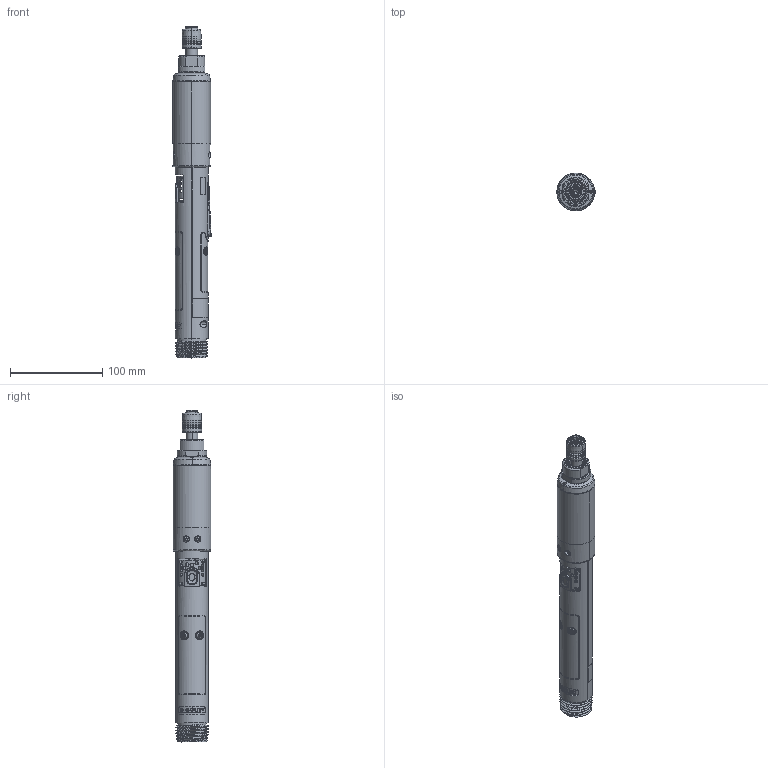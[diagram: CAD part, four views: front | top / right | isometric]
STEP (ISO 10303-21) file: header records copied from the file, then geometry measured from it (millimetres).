
FILE_DESCRIPTION((''),'2;1');
FILE_NAME('EB12LP-4','2017-07-25T',('KMO1124'),(''),'PRO/ENGINEER BY PARAMETRIC TECHNOLOGY CORPORATION, 2010430','PRO/ENGINEER BY PARAMETRIC TECHNOLOGY CORPORATION, 2010430','');
FILE_SCHEMA(('CONFIG_CONTROL_DESIGN'));
Products named in the file (1): EB12LP-4
Bounding box: 41.44 x 40.77 x 359.32 mm (x, y, z)
Surface area: 100810.1 mm2 (no closed solid volume)
Topology: 0 solids, 125 shells, 2434 faces, 8729 edges, 6179 vertices
Faces by surface type: cylinder 804, plane 776, bspline 458, cone 187, torus 122, extrusion 44, sphere 43
Entity records: 141142 total; most frequent: CARTESIAN_POINT 76386, ORIENTED_EDGE 13459, DIRECTION 10821, EDGE_CURVE 8723, VERTEX_POINT 6179, AXIS2_PLACEMENT_3D 3791, B_SPLINE_CURVE_WITH_KNOTS 3713, VECTOR 3239
